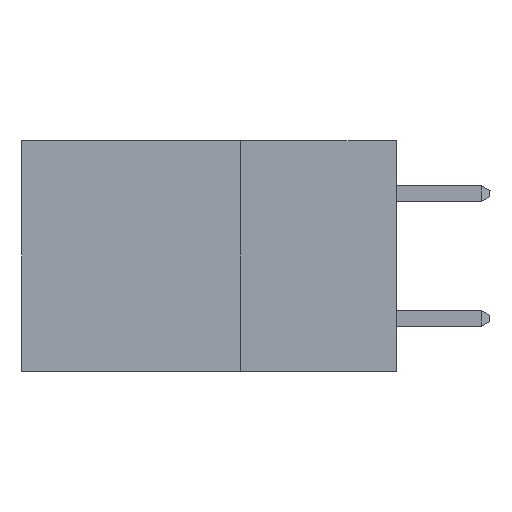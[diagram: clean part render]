
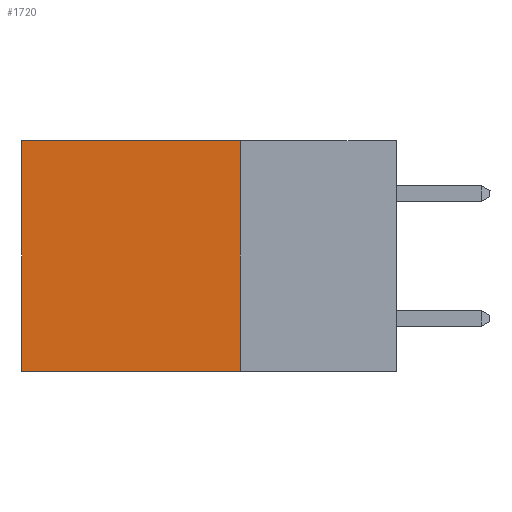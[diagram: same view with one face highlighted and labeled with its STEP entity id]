
A CAD part, left-side view. The second image highlights one B-rep face of the part: STEP entity #1720.
In plain terms, the highlighted planar face has unit normal (-1, 0, 0).
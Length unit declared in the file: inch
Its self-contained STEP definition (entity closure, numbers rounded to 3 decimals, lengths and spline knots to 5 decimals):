
#506 = CARTESIAN_POINT ( 'NONE',  ( 0.298, 0.25, -0.37 ) ) ;
#564 = ORIENTED_EDGE ( 'NONE', *, *, #19441, .F. ) ;
#808 = LINE ( 'NONE', #4141, #13118 ) ;
#1720 = ADVANCED_FACE ( 'NONE', ( #5387 ), #11352, .F. ) ;
#2302 = DIRECTION ( 'NONE',  ( 0., 0., -1. ) ) ;
#2449 = LINE ( 'NONE', #18917, #10686 ) ;
#2943 = VERTEX_POINT ( 'NONE', #6639 ) ;
#3849 = VECTOR ( 'NONE', #9611, 39.37008 ) ;
#4141 = CARTESIAN_POINT ( 'NONE',  ( 0.298, 0.25, 0. ) ) ;
#4820 = CARTESIAN_POINT ( 'NONE',  ( 0.298, 0.25, 0. ) ) ;
#5144 = VERTEX_POINT ( 'NONE', #15070 ) ;
#5387 = FACE_OUTER_BOUND ( 'NONE', #9390, .T. ) ;
#6639 = CARTESIAN_POINT ( 'NONE',  ( 0.298, 0.6, 0. ) ) ;
#7003 = CARTESIAN_POINT ( 'NONE',  ( 0.298, 0.25, -0.37 ) ) ;
#7955 = VERTEX_POINT ( 'NONE', #7003 ) ;
#8298 = ORIENTED_EDGE ( 'NONE', *, *, #11313, .F. ) ;
#9390 = EDGE_LOOP ( 'NONE', ( #12456, #8298, #564, #16196 ) ) ;
#9611 = DIRECTION ( 'NONE',  ( 0., 0., -1. ) ) ;
#10686 = VECTOR ( 'NONE', #2302, 39.37008 ) ;
#11120 = VECTOR ( 'NONE', #15943, 39.37008 ) ;
#11236 = DIRECTION ( 'NONE',  ( 0., 0., -1. ) ) ;
#11271 = DIRECTION ( 'NONE',  ( 1., 0., 0. ) ) ;
#11313 = EDGE_CURVE ( 'NONE', #7955, #5144, #15185, .T. ) ;
#11314 = CARTESIAN_POINT ( 'NONE',  ( 0.298, 0.25, 0. ) ) ;
#11352 = PLANE ( 'NONE',  #11601 ) ;
#11601 = AXIS2_PLACEMENT_3D ( 'NONE', #11314, #11271, #11236 ) ;
#12456 = ORIENTED_EDGE ( 'NONE', *, *, #13622, .T. ) ;
#13118 = VECTOR ( 'NONE', #14745, 39.37008 ) ;
#13622 = EDGE_CURVE ( 'NONE', #2943, #5144, #2449, .T. ) ;
#14745 = DIRECTION ( 'NONE',  ( 0., 1., 0. ) ) ;
#15070 = CARTESIAN_POINT ( 'NONE',  ( 0.298, 0.6, -0.37 ) ) ;
#15185 = LINE ( 'NONE', #506, #11120 ) ;
#15943 = DIRECTION ( 'NONE',  ( 0., 1., 0. ) ) ;
#15959 = LINE ( 'NONE', #17070, #3849 ) ;
#16196 = ORIENTED_EDGE ( 'NONE', *, *, #16342, .T. ) ;
#16342 = EDGE_CURVE ( 'NONE', #17321, #2943, #808, .T. ) ;
#17070 = CARTESIAN_POINT ( 'NONE',  ( 0.298, 0.25, 0. ) ) ;
#17321 = VERTEX_POINT ( 'NONE', #4820 ) ;
#18917 = CARTESIAN_POINT ( 'NONE',  ( 0.298, 0.6, 0. ) ) ;
#19441 = EDGE_CURVE ( 'NONE', #17321, #7955, #15959, .T. ) ;
